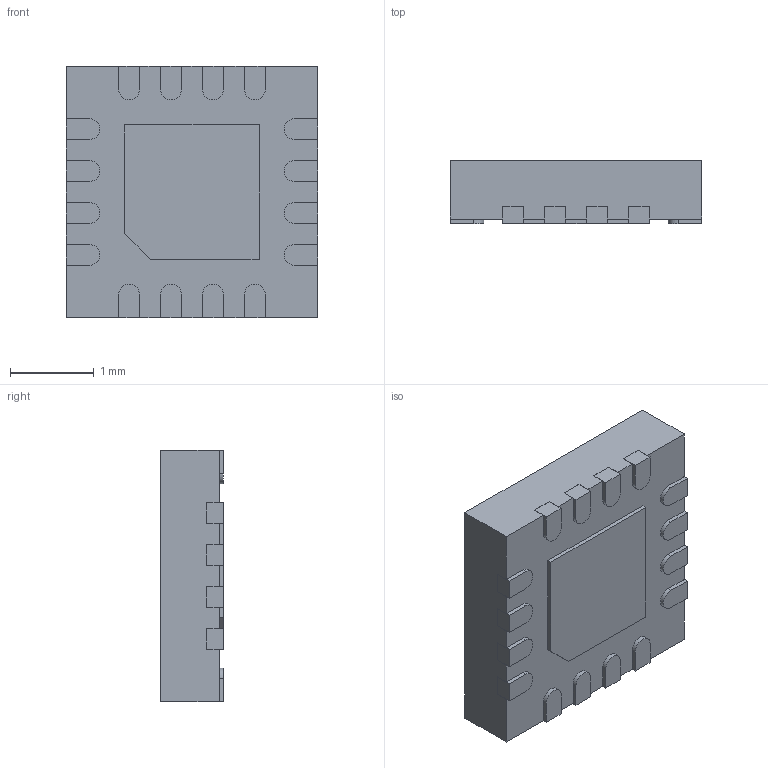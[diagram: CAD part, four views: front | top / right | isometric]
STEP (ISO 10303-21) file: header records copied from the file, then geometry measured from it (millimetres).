
FILE_DESCRIPTION (( 'STEP AP214' ), '1' );
FILE_NAME ('User Library-ADP5074.STEP', '2020-10-12T12:35:13', ( '' ), ( '' ), 'SwSTEP 2.0', 'SolidWorks 2020', '' );
FILE_SCHEMA (( 'AUTOMOTIVE_DESIGN' ));
Length unit declared in the file: millimetre
Products named in the file (1): User Library-ADP5074
Bounding box: 3 x 0.75 x 3 mm (x, y, z)
Volume: 6.5 mm3; surface area: 27.7 mm2
Topology: 1 solids, 1 shells, 207 faces, 573 edges, 382 vertices
Faces by surface type: plane 155, bspline 30, cylinder 22
Entity records: 8582 total; most frequent: CARTESIAN_POINT 3289, ORIENTED_EDGE 1146, DIRECTION 913, EDGE_CURVE 573, LINE 469, VECTOR 469, VERTEX_POINT 382, AXIS2_PLACEMENT_3D 222
